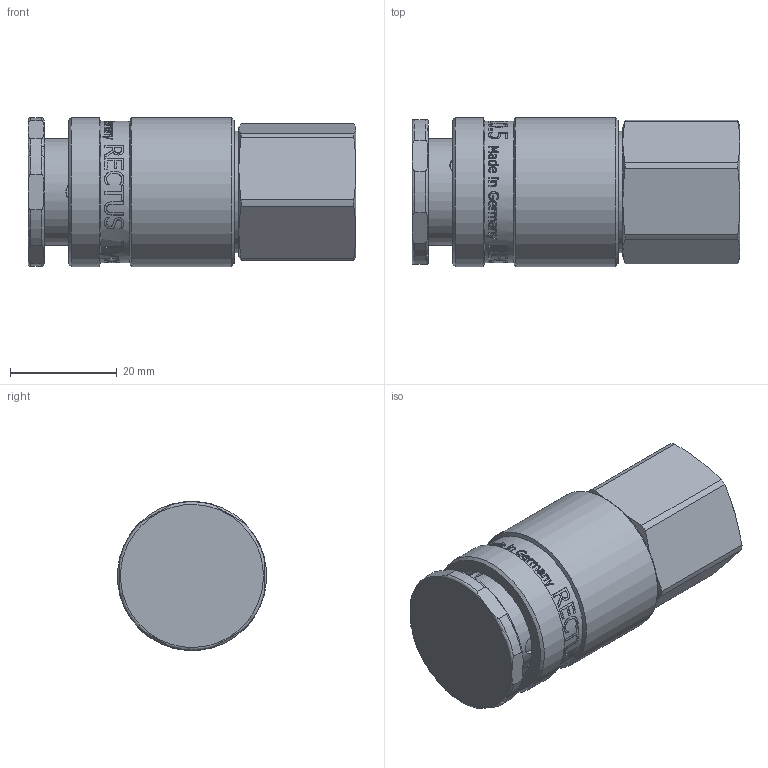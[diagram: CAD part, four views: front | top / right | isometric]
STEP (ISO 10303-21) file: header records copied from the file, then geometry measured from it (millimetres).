
FILE_DESCRIPTION((''),'2;1');
FILE_NAME('28ksiw17spn.stp','2014-04-01T09:27:54',('IA176480'),(''),'Autodesk Inventor 2013','Autodesk Inventor 2013','');
FILE_SCHEMA(('AUTOMOTIVE_DESIGN { 1 0 10303 214 1 1 1 1 }'));
Length unit declared in the file: millimetre
Products named in the file (1): D109875
Bounding box: 61.45 x 27.92 x 27.92 mm (x, y, z)
Volume: 29251.3 mm3; surface area: 12694 mm2
Topology: 2 solids, 3 shells, 628 faces, 1686 edges, 1117 vertices
Faces by surface type: bspline 280, plane 231, cylinder 82, cone 33, torus 2
Full cylindrical faces by diameter (mm): 14.95 x1, 18.803 x1, 19 x1, 20 x1, 20.3 x1, 20.5 x2, 22.5 x1, 22.75 x1, 23.1 x1, 23.5 x1, 26.5 x1, 28 x2
Entity records: 90751 total; most frequent: CARTESIAN_POINT 76972, ORIENTED_EDGE 3246, DIRECTION 1681, EDGE_CURVE 1623, VERTEX_POINT 1094, B_SPLINE_CURVE_WITH_KNOTS 795, EDGE_LOOP 725, FACE_OUTER_BOUND 628
